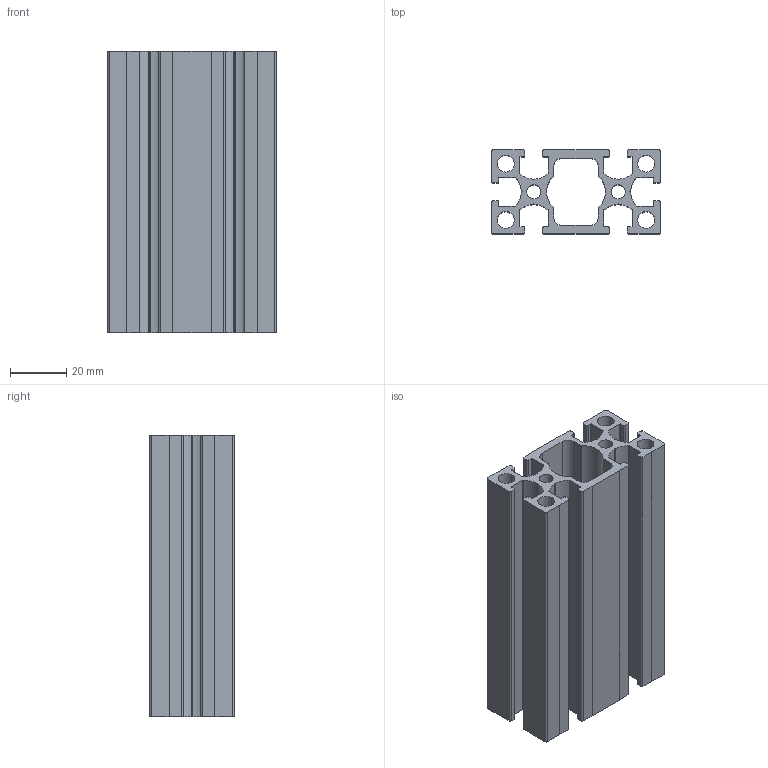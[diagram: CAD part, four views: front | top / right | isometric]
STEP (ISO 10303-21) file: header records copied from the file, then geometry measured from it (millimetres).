
FILE_DESCRIPTION((''),'2;1');
FILE_NAME('AF3060-6.stp','2014-07-03T15:58:32',('user'),(''),'Autodesk Inventor 2012','Autodesk Inventor 2012','');
FILE_SCHEMA(('AUTOMOTIVE_DESIGN { 1 0 10303 214 1 1 1 1 }'));
Length unit declared in the file: millimetre
Products named in the file (1): 零件198
Bounding box: 60 x 30 x 100 mm (x, y, z)
Volume: 67978.2 mm3; surface area: 52633.7 mm2
Topology: 1 solids, 1 shells, 158 faces, 468 edges, 312 vertices
Faces by surface type: cylinder 80, plane 78
Full cylindrical faces by diameter (mm): 5 x2, 6 x4
Entity records: 5356 total; most frequent: DIRECTION 940, CARTESIAN_POINT 933, ORIENTED_EDGE 924, EDGE_CURVE 462, AXIS2_PLACEMENT_3D 319, VERTEX_POINT 312, VECTOR 302, LINE 302
